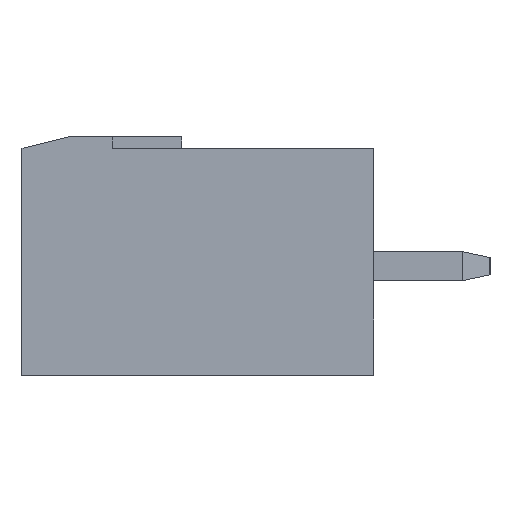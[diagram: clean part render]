
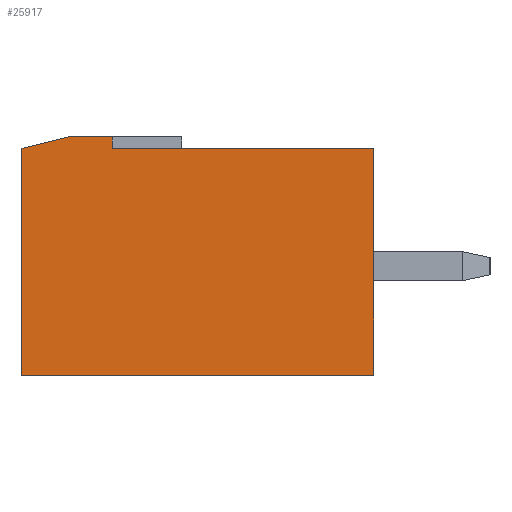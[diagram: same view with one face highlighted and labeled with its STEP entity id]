
A CAD part, left-side view. The second image highlights one B-rep face of the part: STEP entity #25917.
In plain terms, the highlighted planar face has unit normal (-1, 0, 0).
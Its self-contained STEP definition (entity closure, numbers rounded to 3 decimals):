
#811 = EDGE_CURVE ( 'NONE', #29960, #13440, #20081, .T. ) ;
#1497 = VECTOR ( 'NONE', #18891, 1000. ) ;
#1712 = VECTOR ( 'NONE', #29909, 1000. ) ;
#1881 = VERTEX_POINT ( 'NONE', #41030 ) ;
#2024 = CARTESIAN_POINT ( 'NONE',  ( -4.3, 0., 7.8 ) ) ;
#4238 = CARTESIAN_POINT ( 'NONE',  ( -4.3, 9., 8.2 ) ) ;
#5168 = DIRECTION ( 'NONE',  ( 0., 0., 1. ) ) ;
#5586 = DIRECTION ( 'NONE',  ( 0., 0., 1. ) ) ;
#5767 = DIRECTION ( 'NONE',  ( 0., 0.97, -0.243 ) ) ;
#6457 = ORIENTED_EDGE ( 'NONE', *, *, #16901, .T. ) ;
#6501 = ORIENTED_EDGE ( 'NONE', *, *, #28113, .T. ) ;
#7086 = CARTESIAN_POINT ( 'NONE',  ( -4.3, -8.907, 7.8 ) ) ;
#7961 = CARTESIAN_POINT ( 'NONE',  ( -4.3, 9., 7.8 ) ) ;
#8177 = EDGE_CURVE ( 'NONE', #31063, #37887, #39678, .T. ) ;
#9892 = PLANE ( 'NONE',  #14683 ) ;
#10217 = EDGE_CURVE ( 'NONE', #13440, #36250, #14591, .T. ) ;
#11476 = ORIENTED_EDGE ( 'NONE', *, *, #10217, .T. ) ;
#12486 = EDGE_LOOP ( 'NONE', ( #28657, #34415, #41699, #11476, #6501, #6457, #41316 ) ) ;
#12825 = DIRECTION ( 'NONE',  ( 0., 1., 0. ) ) ;
#12879 = CARTESIAN_POINT ( 'NONE',  ( -4.3, -8.907, 0. ) ) ;
#13440 = VERTEX_POINT ( 'NONE', #30813 ) ;
#14161 = DIRECTION ( 'NONE',  ( 0., 1., 0. ) ) ;
#14591 = LINE ( 'NONE', #7961, #17473 ) ;
#14683 = AXIS2_PLACEMENT_3D ( 'NONE', #12879, #31539, #41285 ) ;
#16901 = EDGE_CURVE ( 'NONE', #1881, #37887, #21779, .T. ) ;
#17473 = VECTOR ( 'NONE', #5168, 1000. ) ;
#18891 = DIRECTION ( 'NONE',  ( 0., 1., 0. ) ) ;
#19320 = LINE ( 'NONE', #31603, #1497 ) ;
#19963 = CARTESIAN_POINT ( 'NONE',  ( -4.3, 12.1, 0. ) ) ;
#20050 = LINE ( 'NONE', #38886, #40850 ) ;
#20081 = LINE ( 'NONE', #7086, #30988 ) ;
#21779 = LINE ( 'NONE', #25198, #29461 ) ;
#21815 = CARTESIAN_POINT ( 'NONE',  ( -4.3, 0., 0. ) ) ;
#25198 = CARTESIAN_POINT ( 'NONE',  ( -4.3, 10.5, 8.2 ) ) ;
#25295 = EDGE_CURVE ( 'NONE', #41358, #31063, #20050, .T. ) ;
#25656 = CARTESIAN_POINT ( 'NONE',  ( -4.3, 12.1, 0. ) ) ;
#25917 = ADVANCED_FACE ( 'NONE', ( #38940 ), #9892, .T. ) ;
#27159 = CARTESIAN_POINT ( 'NONE',  ( -4.3, 12.1, 7.8 ) ) ;
#27534 = VECTOR ( 'NONE', #5586, 1000. ) ;
#28113 = EDGE_CURVE ( 'NONE', #36250, #1881, #19320, .T. ) ;
#28657 = ORIENTED_EDGE ( 'NONE', *, *, #25295, .F. ) ;
#29461 = VECTOR ( 'NONE', #5767, 1000. ) ;
#29909 = DIRECTION ( 'NONE',  ( 0., 0., 1. ) ) ;
#29960 = VERTEX_POINT ( 'NONE', #2024 ) ;
#30813 = CARTESIAN_POINT ( 'NONE',  ( -4.3, 9., 7.8 ) ) ;
#30988 = VECTOR ( 'NONE', #14161, 1000. ) ;
#31063 = VERTEX_POINT ( 'NONE', #25656 ) ;
#31074 = EDGE_CURVE ( 'NONE', #41358, #29960, #38477, .T. ) ;
#31539 = DIRECTION ( 'NONE',  ( -1., 0., 0. ) ) ;
#31603 = CARTESIAN_POINT ( 'NONE',  ( -4.3, 9., 8.2 ) ) ;
#32503 = CARTESIAN_POINT ( 'NONE',  ( -4.3, 0., 0. ) ) ;
#34415 = ORIENTED_EDGE ( 'NONE', *, *, #31074, .T. ) ;
#36250 = VERTEX_POINT ( 'NONE', #4238 ) ;
#37887 = VERTEX_POINT ( 'NONE', #27159 ) ;
#38477 = LINE ( 'NONE', #21815, #27534 ) ;
#38886 = CARTESIAN_POINT ( 'NONE',  ( -4.3, -8.907, 0. ) ) ;
#38940 = FACE_OUTER_BOUND ( 'NONE', #12486, .T. ) ;
#39678 = LINE ( 'NONE', #19963, #1712 ) ;
#40850 = VECTOR ( 'NONE', #12825, 1000. ) ;
#41030 = CARTESIAN_POINT ( 'NONE',  ( -4.3, 10.5, 8.2 ) ) ;
#41285 = DIRECTION ( 'NONE',  ( 0., 0., 1. ) ) ;
#41316 = ORIENTED_EDGE ( 'NONE', *, *, #8177, .F. ) ;
#41358 = VERTEX_POINT ( 'NONE', #32503 ) ;
#41699 = ORIENTED_EDGE ( 'NONE', *, *, #811, .T. ) ;
